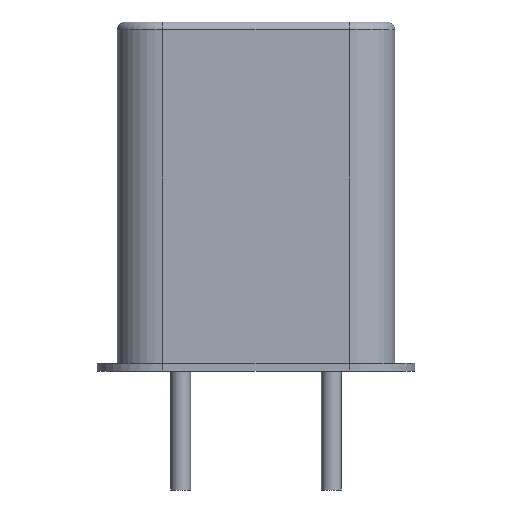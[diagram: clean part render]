
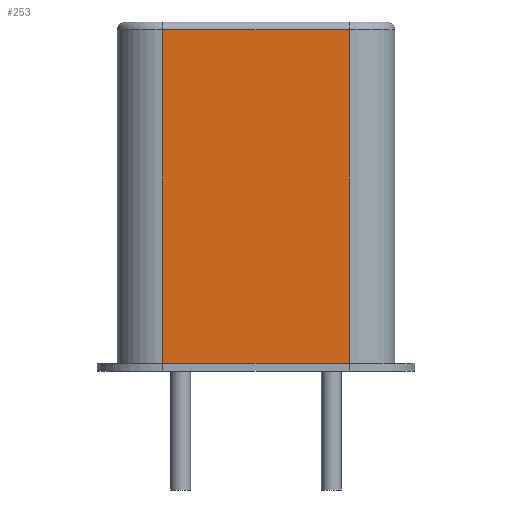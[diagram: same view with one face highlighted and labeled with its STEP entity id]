
A CAD part, front view. The second image highlights one B-rep face of the part: STEP entity #253.
In plain terms, the highlighted planar face has unit normal (0, -1, 0).
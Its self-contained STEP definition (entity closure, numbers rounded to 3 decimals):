
#12=DIRECTION('',(0.,0.,1.));
#26=VECTOR('',#12,1.);
#32=VECTOR('',#33,1.);
#33=DIRECTION('',(1.,0.,0.));
#103=VECTOR('',#104,1.);
#104=DIRECTION('',(-1.,0.,0.));
#134=CARTESIAN_POINT('',(4.25,-1.15,0.1));
#138=CARTESIAN_POINT('',(-0.45,-1.15,0.1));
#140=CARTESIAN_POINT('',(4.25,-1.15,0.1));
#164=EDGE_CURVE('',#165,#167,#169,.T.);
#165=VERTEX_POINT('',#166);
#166=CARTESIAN_POINT('',(-0.45,-1.15,0.3));
#167=VERTEX_POINT('',#168);
#168=CARTESIAN_POINT('',(4.25,-1.15,0.3));
#169=LINE('',#170,#32);
#170=CARTESIAN_POINT('',(1.9,-1.15,0.3));
#223=DIRECTION('',(0.,-1.,0.));
#253=ADVANCED_FACE('',(#254),#271,.T.);
#254=FACE_BOUND('',#255,.T.);
#255=EDGE_LOOP('',(#256,#257,#262,#268));
#256=ORIENTED_EDGE('',*,*,#164,.T.);
#257=ORIENTED_EDGE('',*,*,#258,.T.);
#258=EDGE_CURVE('',#167,#259,#261,.T.);
#259=VERTEX_POINT('',#260);
#260=CARTESIAN_POINT('',(4.25,-1.15,8.7));
#261=LINE('',#134,#26);
#262=ORIENTED_EDGE('',*,*,#263,.T.);
#263=EDGE_CURVE('',#259,#264,#266,.T.);
#264=VERTEX_POINT('',#265);
#265=CARTESIAN_POINT('',(-0.45,-1.15,8.7));
#266=LINE('',#267,#103);
#267=CARTESIAN_POINT('',(4.25,-1.15,8.7));
#268=ORIENTED_EDGE('',*,*,#269,.F.);
#269=EDGE_CURVE('',#165,#264,#270,.T.);
#270=LINE('',#138,#26);
#271=PLANE('',#272);
#272=AXIS2_PLACEMENT_3D('',#140,#223,#104);
